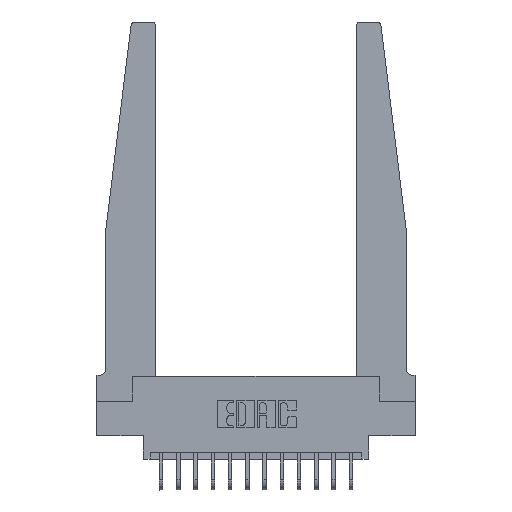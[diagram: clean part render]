
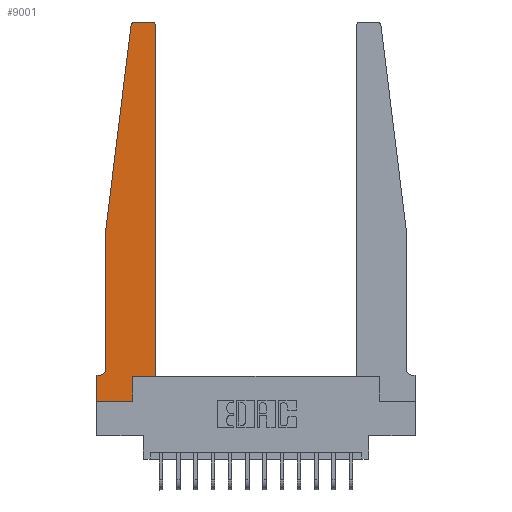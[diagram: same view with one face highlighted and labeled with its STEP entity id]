
A CAD part, top view. The second image highlights one B-rep face of the part: STEP entity #9001.
In plain terms, the highlighted planar face has unit normal (0, 0, 1).
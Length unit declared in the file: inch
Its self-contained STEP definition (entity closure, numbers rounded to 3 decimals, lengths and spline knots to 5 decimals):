
#91 = DIRECTION ( 'NONE',  ( 0., -1., 0. ) ) ;
#140 = LINE ( 'NONE', #15828, #7349 ) ;
#751 = VERTEX_POINT ( 'NONE', #7585 ) ;
#822 = VECTOR ( 'NONE', #5425, 39.37008 ) ;
#888 = VECTOR ( 'NONE', #1542, 39.37008 ) ;
#1033 = LINE ( 'NONE', #8298, #6208 ) ;
#1104 = CARTESIAN_POINT ( 'NONE',  ( 0.425, 0.18, 0.37 ) ) ;
#1542 = DIRECTION ( 'NONE',  ( 0., 1., 0. ) ) ;
#1612 = AXIS2_PLACEMENT_3D ( 'NONE', #12177, #10721, #15052 ) ;
#1760 = CIRCLE ( 'NONE', #1612, 0.03 ) ;
#2355 = CARTESIAN_POINT ( 'NONE',  ( 0.065, 0.2375, 0.37 ) ) ;
#2704 = DIRECTION ( 'NONE',  ( 1., 0., 0. ) ) ;
#2828 = CARTESIAN_POINT ( 'NONE',  ( 0.24675, 2.72367, 0.37 ) ) ;
#2841 = EDGE_CURVE ( 'NONE', #15726, #3152, #16447, .T. ) ;
#2954 = PLANE ( 'NONE',  #10439 ) ;
#3032 = CARTESIAN_POINT ( 'NONE',  ( 0.065, 1.25, 0.37 ) ) ;
#3152 = VERTEX_POINT ( 'NONE', #8679 ) ;
#3509 = VERTEX_POINT ( 'NONE', #7816 ) ;
#3574 = VERTEX_POINT ( 'NONE', #2355 ) ;
#3826 = ORIENTED_EDGE ( 'NONE', *, *, #8691, .T. ) ;
#3903 = VECTOR ( 'NONE', #15488, 39.37008 ) ;
#4253 = ORIENTED_EDGE ( 'NONE', *, *, #17925, .T. ) ;
#4379 = ORIENTED_EDGE ( 'NONE', *, *, #9707, .T. ) ;
#4413 = VERTEX_POINT ( 'NONE', #2828 ) ;
#4466 = FACE_OUTER_BOUND ( 'NONE', #9749, .T. ) ;
#4607 = VECTOR ( 'NONE', #10778, 39.37008 ) ;
#5039 = EDGE_CURVE ( 'NONE', #8661, #17457, #10730, .T. ) ;
#5425 = DIRECTION ( 'NONE',  ( -1., 0., 0. ) ) ;
#5679 = CARTESIAN_POINT ( 'NONE',  ( 0.425, 2.72, 0.37 ) ) ;
#5724 = CARTESIAN_POINT ( 'NONE',  ( 0.015, 0.2375, 0.37 ) ) ;
#5851 = ORIENTED_EDGE ( 'NONE', *, *, #11472, .T. ) ;
#5997 = ORIENTED_EDGE ( 'NONE', *, *, #18354, .T. ) ;
#6208 = VECTOR ( 'NONE', #12711, 39.37008 ) ;
#6288 = VECTOR ( 'NONE', #15339, 39.37008 ) ;
#6499 = VERTEX_POINT ( 'NONE', #7019 ) ;
#6978 = EDGE_CURVE ( 'NONE', #6499, #4413, #12191, .T. ) ;
#7005 = DIRECTION ( 'NONE',  ( -1., 0., 0. ) ) ;
#7019 = CARTESIAN_POINT ( 'NONE',  ( 0.27653, 2.75, 0.37 ) ) ;
#7334 = DIRECTION ( 'NONE',  ( 0., 0., 1. ) ) ;
#7349 = VECTOR ( 'NONE', #91, 39.37008 ) ;
#7413 = ORIENTED_EDGE ( 'NONE', *, *, #15047, .T. ) ;
#7585 = CARTESIAN_POINT ( 'NONE',  ( 0., 0.1875, 0.37 ) ) ;
#7809 = DIRECTION ( 'NONE',  ( 1., 0., 0. ) ) ;
#7816 = CARTESIAN_POINT ( 'NONE',  ( 0.395, 2.75, 0.37 ) ) ;
#7829 = ORIENTED_EDGE ( 'NONE', *, *, #2841, .T. ) ;
#7861 = ORIENTED_EDGE ( 'NONE', *, *, #13838, .T. ) ;
#8298 = CARTESIAN_POINT ( 'NONE',  ( 0.2605, 0.18, 0.37 ) ) ;
#8661 = VERTEX_POINT ( 'NONE', #16459 ) ;
#8679 = CARTESIAN_POINT ( 'NONE',  ( 0.2605, 0., 0.37 ) ) ;
#8691 = EDGE_CURVE ( 'NONE', #16171, #3574, #13275, .T. ) ;
#9001 = ADVANCED_FACE ( 'NONE', ( #4466 ), #2954, .T. ) ;
#9312 = ORIENTED_EDGE ( 'NONE', *, *, #5039, .T. ) ;
#9348 = CARTESIAN_POINT ( 'NONE',  ( 0.425, 0.18, 0.37 ) ) ;
#9419 = VECTOR ( 'NONE', #16575, 39.37008 ) ;
#9707 = EDGE_CURVE ( 'NONE', #9974, #3509, #1760, .T. ) ;
#9749 = EDGE_LOOP ( 'NONE', ( #5851, #16838, #4253, #3826, #7413, #13157, #9823, #7829, #7861, #9312, #5997, #4379 ) ) ;
#9771 = CARTESIAN_POINT ( 'NONE',  ( 0., 0., 0.37 ) ) ;
#9823 = ORIENTED_EDGE ( 'NONE', *, *, #15013, .T. ) ;
#9891 = EDGE_CURVE ( 'NONE', #10968, #751, #15261, .T. ) ;
#9974 = VERTEX_POINT ( 'NONE', #5679 ) ;
#10068 = CARTESIAN_POINT ( 'NONE',  ( 0.065, 1.25, 0.37 ) ) ;
#10215 = CARTESIAN_POINT ( 'NONE',  ( 0., 0., 0.37 ) ) ;
#10439 = AXIS2_PLACEMENT_3D ( 'NONE', #12868, #7334, #2704 ) ;
#10721 = DIRECTION ( 'NONE',  ( 0., 0., 1. ) ) ;
#10730 = LINE ( 'NONE', #1104, #3903 ) ;
#10778 = DIRECTION ( 'NONE',  ( -1., 0., 0. ) ) ;
#10968 = VERTEX_POINT ( 'NONE', #14023 ) ;
#11305 = LINE ( 'NONE', #9348, #888 ) ;
#11472 = EDGE_CURVE ( 'NONE', #3509, #6499, #15219, .T. ) ;
#11809 = AXIS2_PLACEMENT_3D ( 'NONE', #13475, #13533, #7809 ) ;
#11909 = CARTESIAN_POINT ( 'NONE',  ( 0.065, 1.25, 0.37 ) ) ;
#12177 = CARTESIAN_POINT ( 'NONE',  ( 0.395, 2.72, 0.37 ) ) ;
#12191 = CIRCLE ( 'NONE', #11809, 0.03 ) ;
#12711 = DIRECTION ( 'NONE',  ( 0., 1., 0. ) ) ;
#12782 = AXIS2_PLACEMENT_3D ( 'NONE', #5724, #17236, #7005 ) ;
#12868 = CARTESIAN_POINT ( 'NONE',  ( 0., 0.1875, 0.37 ) ) ;
#13157 = ORIENTED_EDGE ( 'NONE', *, *, #9891, .T. ) ;
#13275 = LINE ( 'NONE', #3032, #9419 ) ;
#13475 = CARTESIAN_POINT ( 'NONE',  ( 0.27653, 2.72, 0.37 ) ) ;
#13533 = DIRECTION ( 'NONE',  ( 0., 0., 1. ) ) ;
#13838 = EDGE_CURVE ( 'NONE', #3152, #8661, #1033, .T. ) ;
#13946 = CARTESIAN_POINT ( 'NONE',  ( 0.425, 0.18, 0.37 ) ) ;
#14023 = CARTESIAN_POINT ( 'NONE',  ( 0.015, 0.1875, 0.37 ) ) ;
#14096 = CARTESIAN_POINT ( 'NONE',  ( 0.065, 0.1875, 0.37 ) ) ;
#14555 = CIRCLE ( 'NONE', #12782, 0.05 ) ;
#15013 = EDGE_CURVE ( 'NONE', #751, #15726, #140, .T. ) ;
#15047 = EDGE_CURVE ( 'NONE', #3574, #10968, #14555, .T. ) ;
#15052 = DIRECTION ( 'NONE',  ( 1., 0., 0. ) ) ;
#15137 = LINE ( 'NONE', #11909, #16673 ) ;
#15219 = LINE ( 'NONE', #16410, #4607 ) ;
#15261 = LINE ( 'NONE', #14096, #822 ) ;
#15339 = DIRECTION ( 'NONE',  ( 1., 0., 0. ) ) ;
#15488 = DIRECTION ( 'NONE',  ( 1., 0., 0. ) ) ;
#15726 = VERTEX_POINT ( 'NONE', #10215 ) ;
#15828 = CARTESIAN_POINT ( 'NONE',  ( 0., 0., 0.37 ) ) ;
#16171 = VERTEX_POINT ( 'NONE', #10068 ) ;
#16410 = CARTESIAN_POINT ( 'NONE',  ( 0.25, 2.75, 0.37 ) ) ;
#16447 = LINE ( 'NONE', #9771, #6288 ) ;
#16459 = CARTESIAN_POINT ( 'NONE',  ( 0.2605, 0.18, 0.37 ) ) ;
#16575 = DIRECTION ( 'NONE',  ( 0., -1., 0. ) ) ;
#16673 = VECTOR ( 'NONE', #17715, 39.37008 ) ;
#16838 = ORIENTED_EDGE ( 'NONE', *, *, #6978, .T. ) ;
#17236 = DIRECTION ( 'NONE',  ( 0., 0., -1. ) ) ;
#17457 = VERTEX_POINT ( 'NONE', #13946 ) ;
#17715 = DIRECTION ( 'NONE',  ( -0.122, -0.992, 0. ) ) ;
#17925 = EDGE_CURVE ( 'NONE', #4413, #16171, #15137, .T. ) ;
#18354 = EDGE_CURVE ( 'NONE', #17457, #9974, #11305, .T. ) ;
